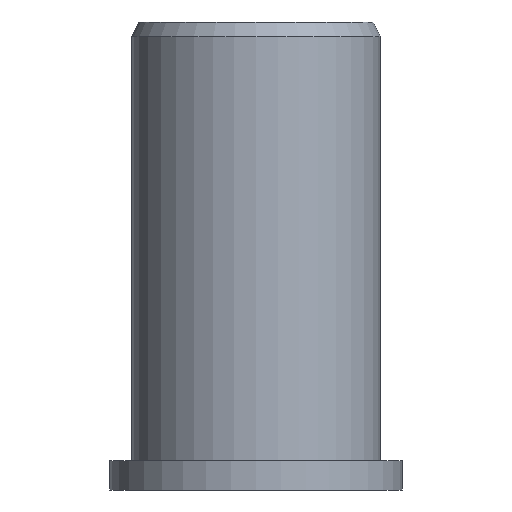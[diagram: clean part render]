
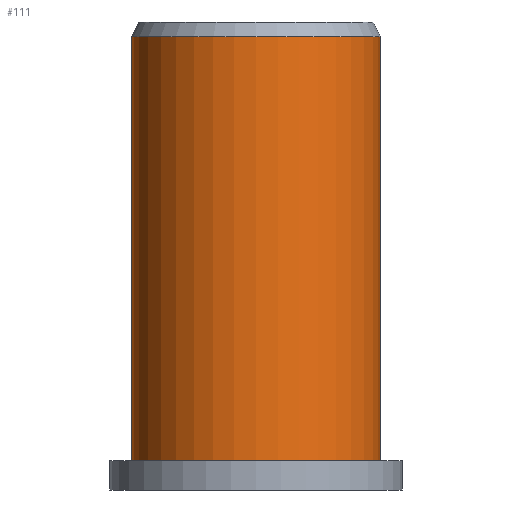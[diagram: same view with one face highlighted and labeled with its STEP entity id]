
A CAD part, front view. The second image highlights one B-rep face of the part: STEP entity #111.
In plain terms, the highlighted cylindrical face has radius 8.5 mm (diameter 17 mm), a full revolution.
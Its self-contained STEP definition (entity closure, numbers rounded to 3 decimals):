
#21=CYLINDRICAL_SURFACE('',#135,8.5);
#25=FACE_OUTER_BOUND('',#33,.T.);
#33=EDGE_LOOP('',(#86,#87,#88,#89));
#44=LINE('',#196,#49);
#49=VECTOR('',#159,8.5);
#54=CIRCLE('',#134,8.5);
#55=CIRCLE('',#136,8.5);
#62=VERTEX_POINT('',#191);
#63=VERTEX_POINT('',#195);
#71=EDGE_CURVE('',#62,#62,#54,.T.);
#72=EDGE_CURVE('',#62,#63,#44,.T.);
#73=EDGE_CURVE('',#63,#63,#55,.T.);
#86=ORIENTED_EDGE('',*,*,#71,.F.);
#87=ORIENTED_EDGE('',*,*,#72,.T.);
#88=ORIENTED_EDGE('',*,*,#73,.F.);
#89=ORIENTED_EDGE('',*,*,#72,.F.);
#111=ADVANCED_FACE('',(#25),#21,.T.);
#134=AXIS2_PLACEMENT_3D('',#193,#155,#156);
#135=AXIS2_PLACEMENT_3D('',#194,#157,#158);
#136=AXIS2_PLACEMENT_3D('',#197,#160,#161);
#155=DIRECTION('center_axis',(0.,0.,1.));
#156=DIRECTION('ref_axis',(-1.,0.,0.));
#157=DIRECTION('center_axis',(0.,0.,1.));
#158=DIRECTION('ref_axis',(-1.,0.,0.));
#159=DIRECTION('',(0.,0.,-1.));
#160=DIRECTION('center_axis',(0.,0.,-1.));
#161=DIRECTION('ref_axis',(-1.,0.,0.));
#191=CARTESIAN_POINT('',(8.5,0.,31.));
#193=CARTESIAN_POINT('Origin',(0.,0.,31.));
#194=CARTESIAN_POINT('Origin',(0.,0.,2.));
#195=CARTESIAN_POINT('',(8.5,0.,2.));
#196=CARTESIAN_POINT('',(8.5,0.,2.));
#197=CARTESIAN_POINT('Origin',(0.,0.,2.));
